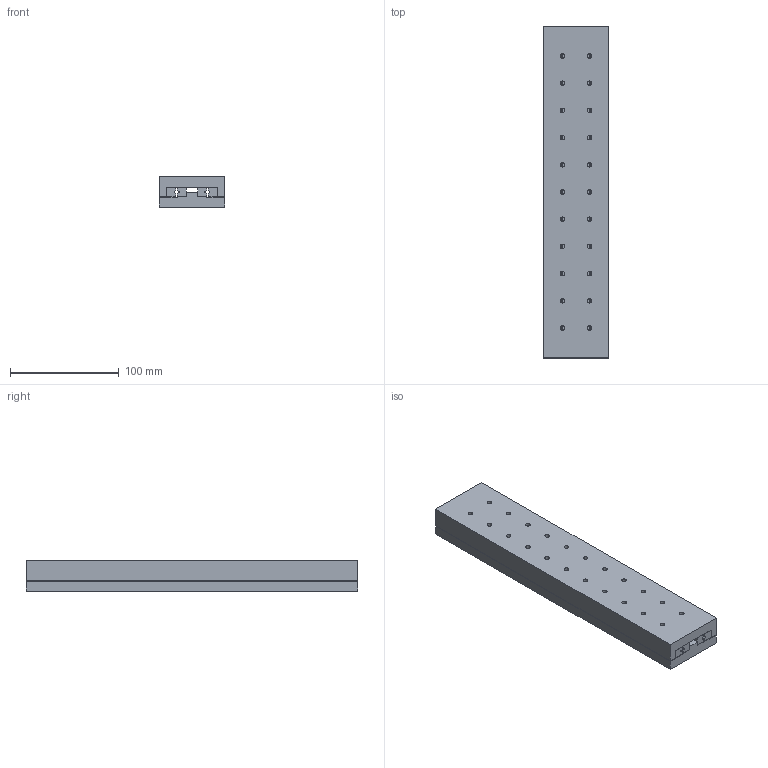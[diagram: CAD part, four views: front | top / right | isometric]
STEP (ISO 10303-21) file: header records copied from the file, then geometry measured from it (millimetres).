
FILE_DESCRIPTION((''),'2;1');
FILE_NAME('XAS23-12-9.stp','2003-10-04T13:06:47',('Raul'),(''),'Autodesk Inventor (tm) 5.3','Autodesk Inventor (tm) 5.3','');
FILE_SCHEMA(('CONFIG_CONTROL_DESIGN'));
Length unit declared in the file: inch
Products named in the file (7): XAS23-12-9; XAS23-12-9 TOP-PLATE; XAS23-12-9 BOTTOM-PLATE; XAS23-12-9 RAIL-A; XAS23-12-9 RAIL-B; XAS23-12-9 RAIL-C-; XAS23-12-9 RAIL-D-
Assembly tree (6 placements, depth 2):
  XAS23-12-9
    XAS23-12-9 TOP-PLATE
    XAS23-12-9 BOTTOM-PLATE
    XAS23-12-9 RAIL-A
    XAS23-12-9 RAIL-B
    XAS23-12-9 RAIL-C-
    XAS23-12-9 RAIL-D-
Bounding box: 59.99 x 305.05 x 27.94 mm (x, y, z)
Volume: 471107.7 mm3; surface area: 145127.7 mm2
Topology: 6 solids, 6 shells, 186 faces, 492 edges, 328 vertices
Faces by surface type: bspline 94, plane 92
Entity records: 7937 total; most frequent: CARTESIAN_POINT 2477, ORIENTED_EDGE 984, DIRECTION 870, EDGE_CURVE 492, VERTEX_POINT 328, VECTOR 324, LINE 324, AXIS2_PLACEMENT_3D 273
